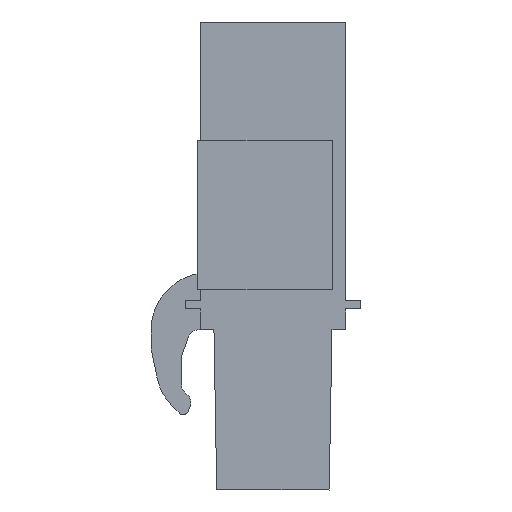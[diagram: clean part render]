
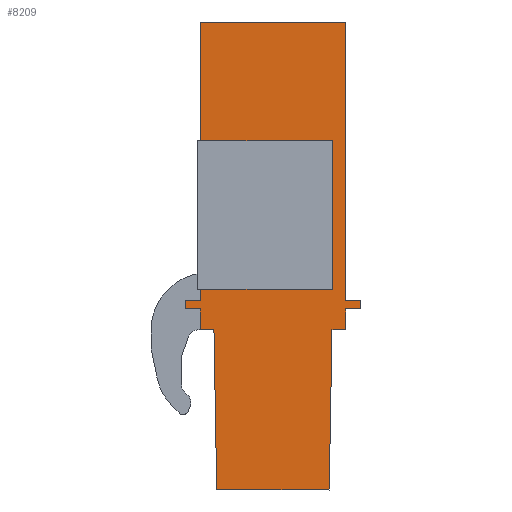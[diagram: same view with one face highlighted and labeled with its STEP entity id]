
A CAD part, left-side view. The second image highlights one B-rep face of the part: STEP entity #8209.
In plain terms, the highlighted planar face has unit normal (-1, 0, 0).
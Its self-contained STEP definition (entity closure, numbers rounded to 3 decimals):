
#8126=AXIS2_PLACEMENT_3D('Plane Axis2P3D',#8123,#8124,#8125) ;
#56=CARTESIAN_POINT('Vertex',(1.,0.8,24.55)) ;
#59=CARTESIAN_POINT('Line Origine',(1.,0.8,17.25)) ;
#63=CARTESIAN_POINT('Vertex',(1.,0.8,9.95)) ;
#7495=CARTESIAN_POINT('Vertex',(1.,1.66,0.)) ;
#7498=CARTESIAN_POINT('Line Origine',(1.,4.61,0.)) ;
#7502=CARTESIAN_POINT('Vertex',(1.,7.56,0.)) ;
#7570=CARTESIAN_POINT('Line Origine',(1.,7.633,4.2)) ;
#7574=CARTESIAN_POINT('Vertex',(1.,7.707,8.4)) ;
#7594=CARTESIAN_POINT('Line Origine',(1.,8.063,8.4)) ;
#7598=CARTESIAN_POINT('Vertex',(1.,8.42,8.4)) ;
#7682=CARTESIAN_POINT('Line Origine',(1.,8.42,8.95)) ;
#7686=CARTESIAN_POINT('Vertex',(1.,8.42,9.5)) ;
#7758=CARTESIAN_POINT('Line Origine',(1.,8.82,9.5)) ;
#7762=CARTESIAN_POINT('Vertex',(1.,9.22,9.5)) ;
#7834=CARTESIAN_POINT('Line Origine',(1.,9.22,9.725)) ;
#7838=CARTESIAN_POINT('Vertex',(1.,9.22,9.95)) ;
#7909=CARTESIAN_POINT('Vertex',(1.,0.,9.5)) ;
#7912=CARTESIAN_POINT('Line Origine',(1.,0.4,9.5)) ;
#7916=CARTESIAN_POINT('Vertex',(1.,0.8,9.5)) ;
#7931=CARTESIAN_POINT('Line Origine',(1.,0.8,8.95)) ;
#7935=CARTESIAN_POINT('Vertex',(1.,0.8,8.4)) ;
#7950=CARTESIAN_POINT('Line Origine',(1.,1.157,8.4)) ;
#7954=CARTESIAN_POINT('Vertex',(1.,1.513,8.4)) ;
#7974=CARTESIAN_POINT('Line Origine',(1.,1.587,4.2)) ;
#8123=CARTESIAN_POINT('Axis2P3D Location',(1.,0.,0.)) ;
#8128=CARTESIAN_POINT('Line Origine',(1.,8.42,10.488)) ;
#8132=CARTESIAN_POINT('Vertex',(1.,8.42,11.025)) ;
#8134=CARTESIAN_POINT('Vertex',(1.,8.42,9.95)) ;
#8137=CARTESIAN_POINT('Line Origine',(1.,8.82,9.95)) ;
#8142=CARTESIAN_POINT('Line Origine',(1.,0.,9.725)) ;
#8146=CARTESIAN_POINT('Vertex',(1.,0.,9.95)) ;
#8149=CARTESIAN_POINT('Line Origine',(1.,0.4,9.95)) ;
#8154=CARTESIAN_POINT('Line Origine',(1.,4.61,24.55)) ;
#8158=CARTESIAN_POINT('Vertex',(1.,8.42,24.55)) ;
#8161=CARTESIAN_POINT('Line Origine',(1.,8.42,21.188)) ;
#8165=CARTESIAN_POINT('Vertex',(1.,8.42,17.825)) ;
#8168=CARTESIAN_POINT('Line Origine',(1.,4.96,17.825)) ;
#8172=CARTESIAN_POINT('Vertex',(1.,1.5,17.825)) ;
#8175=CARTESIAN_POINT('Line Origine',(1.,1.5,14.425)) ;
#8179=CARTESIAN_POINT('Vertex',(1.,1.5,11.025)) ;
#8182=CARTESIAN_POINT('Line Origine',(1.,4.96,11.025)) ;
#60=DIRECTION('Vector Direction',(0.,0.,-1.)) ;
#7499=DIRECTION('Vector Direction',(0.,1.,0.)) ;
#7571=DIRECTION('Vector Direction',(0.,0.017,1.)) ;
#7595=DIRECTION('Vector Direction',(0.,1.,0.)) ;
#7683=DIRECTION('Vector Direction',(0.,0.,1.)) ;
#7759=DIRECTION('Vector Direction',(0.,1.,0.)) ;
#7835=DIRECTION('Vector Direction',(0.,0.,1.)) ;
#7913=DIRECTION('Vector Direction',(0.,1.,0.)) ;
#7932=DIRECTION('Vector Direction',(0.,0.,-1.)) ;
#7951=DIRECTION('Vector Direction',(0.,1.,0.)) ;
#7975=DIRECTION('Vector Direction',(0.,0.017,-1.)) ;
#8124=DIRECTION('Axis2P3D Direction',(-1.,0.,0.)) ;
#8125=DIRECTION('Axis2P3D XDirection',(0.,0.,1.)) ;
#8129=DIRECTION('Vector Direction',(0.,0.,1.)) ;
#8138=DIRECTION('Vector Direction',(0.,-1.,0.)) ;
#8143=DIRECTION('Vector Direction',(0.,0.,-1.)) ;
#8150=DIRECTION('Vector Direction',(0.,-1.,0.)) ;
#8155=DIRECTION('Vector Direction',(0.,-1.,0.)) ;
#8162=DIRECTION('Vector Direction',(0.,0.,1.)) ;
#8169=DIRECTION('Vector Direction',(0.,1.,0.)) ;
#8176=DIRECTION('Vector Direction',(0.,0.,-1.)) ;
#8183=DIRECTION('Vector Direction',(0.,1.,0.)) ;
#61=VECTOR('Line Direction',#60,1.) ;
#7500=VECTOR('Line Direction',#7499,1.) ;
#7572=VECTOR('Line Direction',#7571,1.) ;
#7596=VECTOR('Line Direction',#7595,1.) ;
#7684=VECTOR('Line Direction',#7683,1.) ;
#7760=VECTOR('Line Direction',#7759,1.) ;
#7836=VECTOR('Line Direction',#7835,1.) ;
#7914=VECTOR('Line Direction',#7913,1.) ;
#7933=VECTOR('Line Direction',#7932,1.) ;
#7952=VECTOR('Line Direction',#7951,1.) ;
#7976=VECTOR('Line Direction',#7975,1.) ;
#8130=VECTOR('Line Direction',#8129,1.) ;
#8139=VECTOR('Line Direction',#8138,1.) ;
#8144=VECTOR('Line Direction',#8143,1.) ;
#8151=VECTOR('Line Direction',#8150,1.) ;
#8156=VECTOR('Line Direction',#8155,1.) ;
#8163=VECTOR('Line Direction',#8162,1.) ;
#8170=VECTOR('Line Direction',#8169,1.) ;
#8177=VECTOR('Line Direction',#8176,1.) ;
#8184=VECTOR('Line Direction',#8183,1.) ;
#8188=ORIENTED_EDGE('',*,*,#8136,.T.) ;
#8189=ORIENTED_EDGE('',*,*,#8141,.T.) ;
#8190=ORIENTED_EDGE('',*,*,#7840,.T.) ;
#8191=ORIENTED_EDGE('',*,*,#7764,.T.) ;
#8192=ORIENTED_EDGE('',*,*,#7688,.T.) ;
#8193=ORIENTED_EDGE('',*,*,#7600,.T.) ;
#8194=ORIENTED_EDGE('',*,*,#7576,.T.) ;
#8195=ORIENTED_EDGE('',*,*,#7504,.T.) ;
#8196=ORIENTED_EDGE('',*,*,#7978,.T.) ;
#8197=ORIENTED_EDGE('',*,*,#7956,.T.) ;
#8198=ORIENTED_EDGE('',*,*,#7937,.T.) ;
#8199=ORIENTED_EDGE('',*,*,#7918,.T.) ;
#8200=ORIENTED_EDGE('',*,*,#8148,.T.) ;
#8201=ORIENTED_EDGE('',*,*,#8153,.T.) ;
#8202=ORIENTED_EDGE('',*,*,#65,.T.) ;
#8203=ORIENTED_EDGE('',*,*,#8160,.T.) ;
#8204=ORIENTED_EDGE('',*,*,#8167,.T.) ;
#8205=ORIENTED_EDGE('',*,*,#8174,.F.) ;
#8206=ORIENTED_EDGE('',*,*,#8181,.F.) ;
#8207=ORIENTED_EDGE('',*,*,#8186,.T.) ;
#8209=ADVANCED_FACE('_BLC 5.08/12BR OR 1649470000',(#8208),#8127,.T.) ;
#65=EDGE_CURVE('',#64,#57,#62,.F.) ;
#7504=EDGE_CURVE('',#7503,#7496,#7501,.F.) ;
#7576=EDGE_CURVE('',#7575,#7503,#7573,.F.) ;
#7600=EDGE_CURVE('',#7599,#7575,#7597,.F.) ;
#7688=EDGE_CURVE('',#7687,#7599,#7685,.F.) ;
#7764=EDGE_CURVE('',#7763,#7687,#7761,.F.) ;
#7840=EDGE_CURVE('',#7839,#7763,#7837,.F.) ;
#7918=EDGE_CURVE('',#7917,#7910,#7915,.F.) ;
#7937=EDGE_CURVE('',#7936,#7917,#7934,.F.) ;
#7956=EDGE_CURVE('',#7955,#7936,#7953,.F.) ;
#7978=EDGE_CURVE('',#7496,#7955,#7977,.F.) ;
#8136=EDGE_CURVE('',#8133,#8135,#8131,.F.) ;
#8141=EDGE_CURVE('',#8135,#7839,#8140,.F.) ;
#8148=EDGE_CURVE('',#7910,#8147,#8145,.F.) ;
#8153=EDGE_CURVE('',#8147,#64,#8152,.F.) ;
#8160=EDGE_CURVE('',#57,#8159,#8157,.F.) ;
#8167=EDGE_CURVE('',#8159,#8166,#8164,.F.) ;
#8174=EDGE_CURVE('',#8173,#8166,#8171,.T.) ;
#8181=EDGE_CURVE('',#8180,#8173,#8178,.F.) ;
#8186=EDGE_CURVE('',#8180,#8133,#8185,.T.) ;
#8187=EDGE_LOOP('',(#8188,#8189,#8190,#8191,#8192,#8193,#8194,#8195,#8196,#8197,#8198,#8199,#8200,#8201,#8202,#8203,#8204,#8205,#8206,#8207)) ;
#8208=FACE_OUTER_BOUND('',#8187,.T.) ;
#62=LINE('Line',#59,#61) ;
#7501=LINE('Line',#7498,#7500) ;
#7573=LINE('Line',#7570,#7572) ;
#7597=LINE('Line',#7594,#7596) ;
#7685=LINE('Line',#7682,#7684) ;
#7761=LINE('Line',#7758,#7760) ;
#7837=LINE('Line',#7834,#7836) ;
#7915=LINE('Line',#7912,#7914) ;
#7934=LINE('Line',#7931,#7933) ;
#7953=LINE('Line',#7950,#7952) ;
#7977=LINE('Line',#7974,#7976) ;
#8131=LINE('Line',#8128,#8130) ;
#8140=LINE('Line',#8137,#8139) ;
#8145=LINE('Line',#8142,#8144) ;
#8152=LINE('Line',#8149,#8151) ;
#8157=LINE('Line',#8154,#8156) ;
#8164=LINE('Line',#8161,#8163) ;
#8171=LINE('Line',#8168,#8170) ;
#8178=LINE('Line',#8175,#8177) ;
#8185=LINE('Line',#8182,#8184) ;
#8127=PLANE('',#8126) ;
#57=VERTEX_POINT('',#56) ;
#64=VERTEX_POINT('',#63) ;
#7496=VERTEX_POINT('',#7495) ;
#7503=VERTEX_POINT('',#7502) ;
#7575=VERTEX_POINT('',#7574) ;
#7599=VERTEX_POINT('',#7598) ;
#7687=VERTEX_POINT('',#7686) ;
#7763=VERTEX_POINT('',#7762) ;
#7839=VERTEX_POINT('',#7838) ;
#7910=VERTEX_POINT('',#7909) ;
#7917=VERTEX_POINT('',#7916) ;
#7936=VERTEX_POINT('',#7935) ;
#7955=VERTEX_POINT('',#7954) ;
#8133=VERTEX_POINT('',#8132) ;
#8135=VERTEX_POINT('',#8134) ;
#8147=VERTEX_POINT('',#8146) ;
#8159=VERTEX_POINT('',#8158) ;
#8166=VERTEX_POINT('',#8165) ;
#8173=VERTEX_POINT('',#8172) ;
#8180=VERTEX_POINT('',#8179) ;
